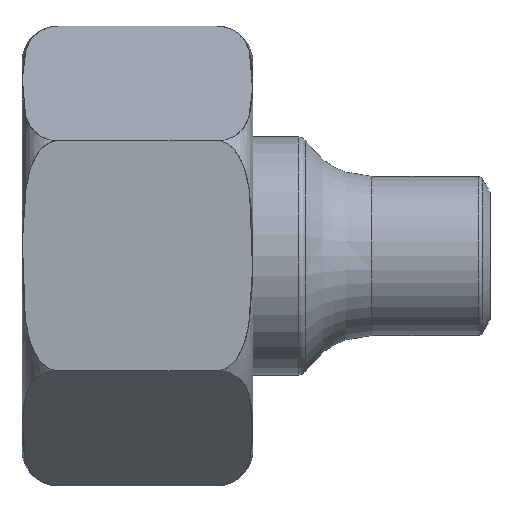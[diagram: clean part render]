
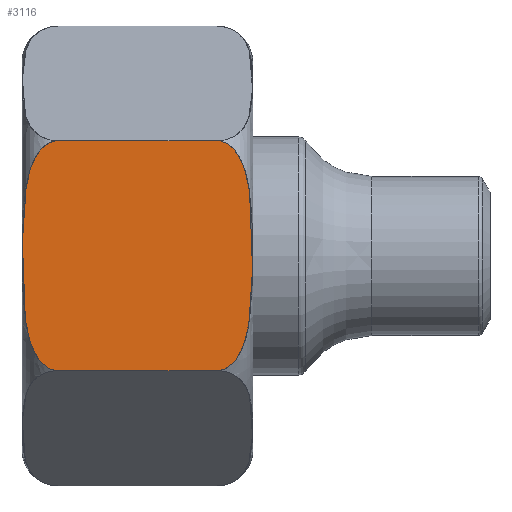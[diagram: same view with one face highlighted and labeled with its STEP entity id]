
A CAD part, top view. The second image highlights one B-rep face of the part: STEP entity #3116.
In plain terms, the highlighted planar face has unit normal (0, 0, 1).
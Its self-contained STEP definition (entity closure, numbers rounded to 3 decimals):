
#124=FACE_OUTER_BOUND('',#1244,.T.);
#243=LINE('',#5971,#447);
#244=LINE('',#5993,#448);
#447=VECTOR('',#4451,1.);
#448=VECTOR('',#4452,1.);
#749=B_SPLINE_CURVE_WITH_KNOTS('',3,(#5974,#5975,#5976,#5977,#5978,#5979,
#5980,#5981,#5982,#5983,#5984,#5985,#5986,#5987,#5988,#5989,#5990,#5991),
 .UNSPECIFIED.,.F.,.F.,(4,2,2,2,2,2,2,2,4),(0.,0.063,0.125,
0.25,0.5,0.75,0.875,0.938,1.),.UNSPECIFIED.);
#750=B_SPLINE_CURVE_WITH_KNOTS('',3,(#5995,#5996,#5997,#5998,#5999,#6000,
#6001,#6002,#6003,#6004,#6005,#6006,#6007,#6008,#6009,#6010,#6011,#6012),
 .UNSPECIFIED.,.F.,.F.,(4,2,2,2,2,2,2,2,4),(0.,0.063,0.125,
0.25,0.5,0.75,0.875,0.938,1.),.UNSPECIFIED.);
#1073=PLANE('',#4094);
#1244=EDGE_LOOP('',(#1558,#1559,#1560,#1561));
#1558=ORIENTED_EDGE('',*,*,#2232,.T.);
#1559=ORIENTED_EDGE('',*,*,#2233,.T.);
#1560=ORIENTED_EDGE('',*,*,#2234,.T.);
#1561=ORIENTED_EDGE('',*,*,#2235,.T.);
#2232=EDGE_CURVE('',#3505,#3506,#243,.T.);
#2233=EDGE_CURVE('',#3506,#3507,#749,.T.);
#2234=EDGE_CURVE('',#3507,#3508,#244,.T.);
#2235=EDGE_CURVE('',#3508,#3505,#750,.T.);
#3116=ADVANCED_FACE('',(#124),#1073,.T.);
#3505=VERTEX_POINT('',#5972);
#3506=VERTEX_POINT('',#5973);
#3507=VERTEX_POINT('',#5992);
#3508=VERTEX_POINT('',#5994);
#4094=AXIS2_PLACEMENT_3D('',#6013,#4453,#4454);
#4451=DIRECTION('',(-1.,0.,0.));
#4452=DIRECTION('',(1.,0.,0.));
#4453=DIRECTION('',(0.,0.,1.));
#4454=DIRECTION('',(0.,-1.,0.));
#5971=CARTESIAN_POINT('',(36.,14.434,25.));
#5972=CARTESIAN_POINT('',(60.5,14.434,25.));
#5973=CARTESIAN_POINT('',(40.5,14.434,25.));
#5974=CARTESIAN_POINT('',(40.5,14.434,25.));
#5975=CARTESIAN_POINT('',(39.81,14.434,25.));
#5976=CARTESIAN_POINT('',(39.161,14.098,25.));
#5977=CARTESIAN_POINT('',(38.169,13.172,25.));
#5978=CARTESIAN_POINT('',(37.793,12.586,25.));
#5979=CARTESIAN_POINT('',(36.911,10.76,25.));
#5980=CARTESIAN_POINT('',(36.616,9.417,25.));
#5981=CARTESIAN_POINT('',(36.042,5.436,25.));
#5982=CARTESIAN_POINT('',(36.045,2.724,25.));
#5983=CARTESIAN_POINT('',(36.044,-2.653,25.));
#5984=CARTESIAN_POINT('',(36.038,-5.342,25.));
#5985=CARTESIAN_POINT('',(36.602,-9.347,25.));
#5986=CARTESIAN_POINT('',(36.892,-10.707,25.));
#5987=CARTESIAN_POINT('',(37.782,-12.568,25.));
#5988=CARTESIAN_POINT('',(38.155,-13.156,25.));
#5989=CARTESIAN_POINT('',(39.155,-14.095,25.));
#5990=CARTESIAN_POINT('',(39.805,-14.434,25.));
#5991=CARTESIAN_POINT('',(40.5,-14.434,25.));
#5992=CARTESIAN_POINT('',(40.5,-14.434,25.));
#5993=CARTESIAN_POINT('',(36.,-14.434,25.));
#5994=CARTESIAN_POINT('',(60.5,-14.434,25.));
#5995=CARTESIAN_POINT('',(60.5,-14.434,25.));
#5996=CARTESIAN_POINT('',(61.19,-14.434,25.));
#5997=CARTESIAN_POINT('',(61.839,-14.098,25.));
#5998=CARTESIAN_POINT('',(62.831,-13.172,25.));
#5999=CARTESIAN_POINT('',(63.207,-12.586,25.));
#6000=CARTESIAN_POINT('',(64.089,-10.76,25.));
#6001=CARTESIAN_POINT('',(64.384,-9.417,25.));
#6002=CARTESIAN_POINT('',(64.958,-5.436,25.));
#6003=CARTESIAN_POINT('',(64.955,-2.724,25.));
#6004=CARTESIAN_POINT('',(64.956,2.653,25.));
#6005=CARTESIAN_POINT('',(64.962,5.342,25.));
#6006=CARTESIAN_POINT('',(64.398,9.347,25.));
#6007=CARTESIAN_POINT('',(64.108,10.707,25.));
#6008=CARTESIAN_POINT('',(63.218,12.568,25.));
#6009=CARTESIAN_POINT('',(62.845,13.156,25.));
#6010=CARTESIAN_POINT('',(61.845,14.095,25.));
#6011=CARTESIAN_POINT('',(61.195,14.434,25.));
#6012=CARTESIAN_POINT('',(60.5,14.434,25.));
#6013=CARTESIAN_POINT('',(67.9,-14.434,25.));
